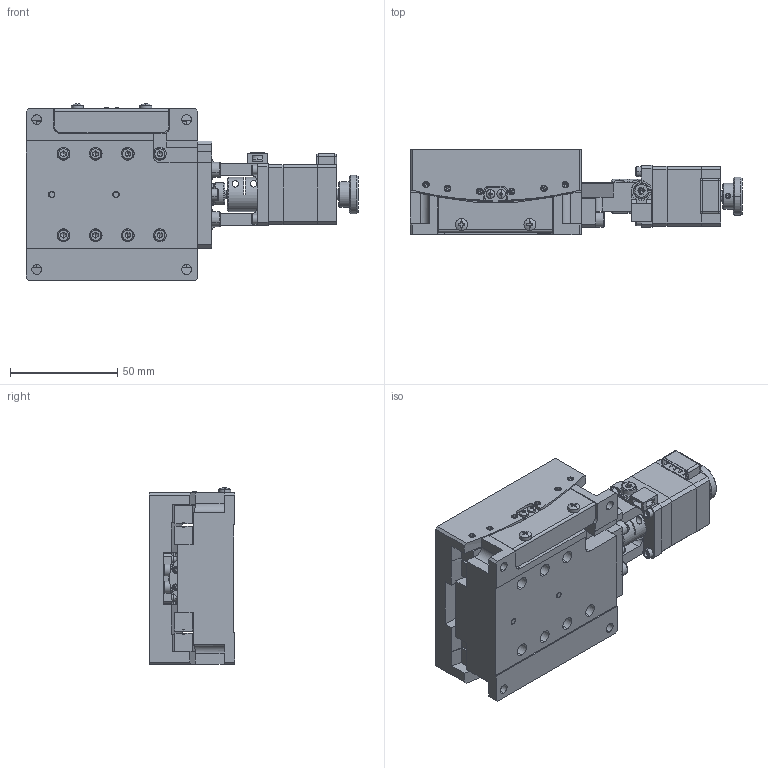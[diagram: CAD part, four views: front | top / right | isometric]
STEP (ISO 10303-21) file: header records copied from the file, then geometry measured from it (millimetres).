
FILE_DESCRIPTION (( 'STEP AP203' ), '1' );
FILE_NAME ('GON140-80-0.STEP', '2019-03-21T00:59:02', ( '' ), ( '' ), 'SwSTEP 2.0', 'SolidWorks 2017', '' );
FILE_SCHEMA (( 'CONFIG_CONTROL_DESIGN' ));
Products named in the file (1): GON140-80-0
Bounding box: 155 x 40 x 82.37 mm (x, y, z)
Volume: 236988 mm3; surface area: 113293.9 mm2
Topology: 93 solids, 101 shells, 3116 faces, 8143 edges, 5092 vertices
Faces by surface type: plane 1513, cylinder 923, cone 358, torus 210, sphere 76, bspline 36
Entity records: 98148 total; most frequent: CARTESIAN_POINT 22340, DIRECTION 16102, ORIENTED_EDGE 15566, EDGE_CURVE 7783, AXIS2_PLACEMENT_3D 6038, VERTEX_POINT 4972, LINE 4026, VECTOR 4026
